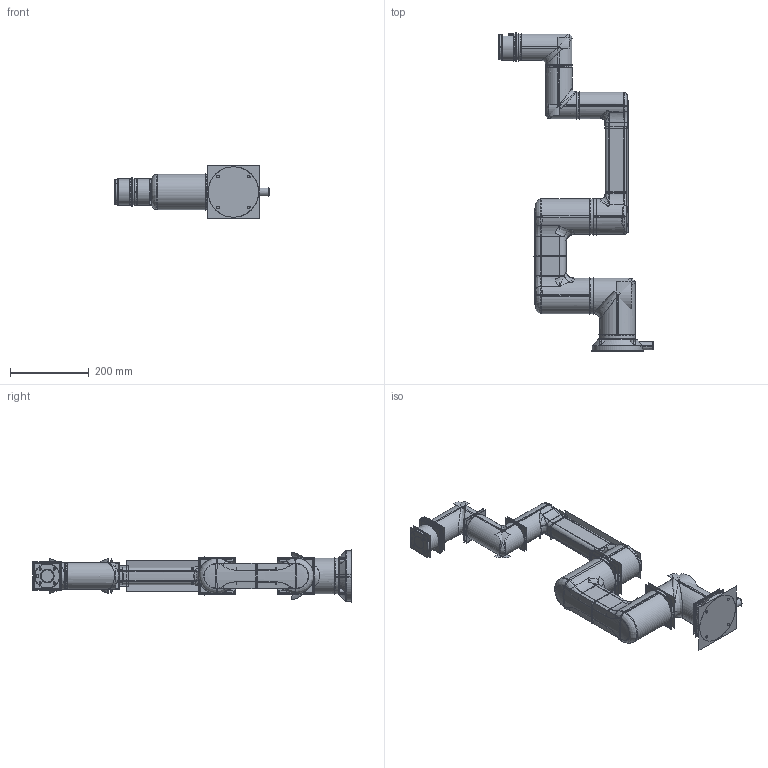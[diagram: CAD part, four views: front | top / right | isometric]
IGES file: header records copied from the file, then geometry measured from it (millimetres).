
Start section:  PTC IGES file: hcr3_body_asm.igs
Global section: file name: hcr3_body_asm.igs; native system: Creo Parametric by Parametric Technology Corporation; preprocessor: 2015440; author: jaedong1.kim; organization: Unknown; date: 20190709.153557; units: millimetre
Bounding box: 391.44 x 806.32 x 133.21 mm (x, y, z)
Volume: 10738958.5 mm3; surface area: 6080931.2 mm2
Topology: 26 solids, 30 shells, 1564 faces, 10349 edges, 14747 vertices
Faces by surface type: revolution 896, bspline 668
